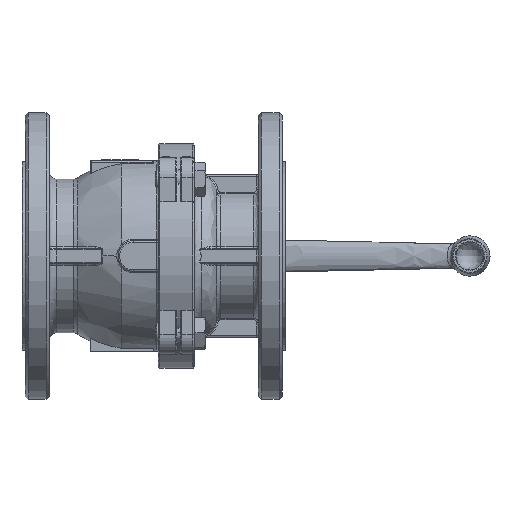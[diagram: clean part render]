
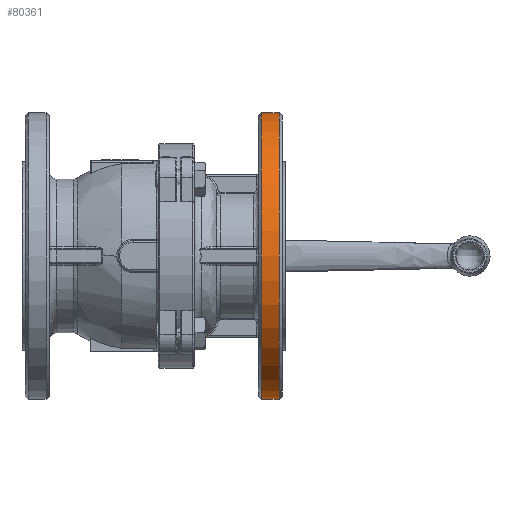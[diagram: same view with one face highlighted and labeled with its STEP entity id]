
A CAD part, front view. The second image highlights one B-rep face of the part: STEP entity #80361.
In plain terms, the highlighted cylindrical face has radius 92.5 mm (diameter 185 mm), a partial arc.
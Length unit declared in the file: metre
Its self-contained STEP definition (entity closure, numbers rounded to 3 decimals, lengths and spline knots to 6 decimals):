
#3176 = AXIS2_PLACEMENT_3D ( 'NONE', #72204, #40041, #8768 ) ;
#4050 = CYLINDRICAL_SURFACE ( 'NONE', #12816, 0.0925 ) ;
#4443 = CARTESIAN_POINT ( 'NONE',  ( 0.16025, 0., 0. ) ) ;
#5872 = ORIENTED_EDGE ( 'NONE', *, *, #47238, .F. ) ;
#6489 = CARTESIAN_POINT ( 'NONE',  ( 0.16025, 0., -0.0925 ) ) ;
#7048 = LINE ( 'NONE', #78076, #30599 ) ;
#7715 = DIRECTION ( 'NONE',  ( -1., 0., 0. ) ) ;
#8768 = DIRECTION ( 'NONE',  ( 0., 0., 1. ) ) ;
#12816 = AXIS2_PLACEMENT_3D ( 'NONE', #4443, #53874, #26232 ) ;
#18930 = CARTESIAN_POINT ( 'NONE',  ( 0.1545, 0., 0.0925 ) ) ;
#20093 = DIRECTION ( 'NONE',  ( -1., 0., 0. ) ) ;
#25570 = CARTESIAN_POINT ( 'NONE',  ( 0.166, 0., -0.0925 ) ) ;
#26232 = DIRECTION ( 'NONE',  ( 0., 0., 1. ) ) ;
#29411 = CARTESIAN_POINT ( 'NONE',  ( 0.1545, 0., -0.0925 ) ) ;
#30201 = CIRCLE ( 'NONE', #3176, 0.0925 ) ;
#30599 = VECTOR ( 'NONE', #20093, 1. ) ;
#32595 = EDGE_CURVE ( 'NONE', #49079, #76577, #7048, .T. ) ;
#34247 = AXIS2_PLACEMENT_3D ( 'NONE', #75927, #50947, #76341 ) ;
#35507 = ORIENTED_EDGE ( 'NONE', *, *, #44289, .F. ) ;
#39628 = CIRCLE ( 'NONE', #34247, 0.0925 ) ;
#40041 = DIRECTION ( 'NONE',  ( -1., 0., 0. ) ) ;
#41059 = VECTOR ( 'NONE', #7715, 1. ) ;
#44289 = EDGE_CURVE ( 'NONE', #45024, #76577, #39628, .T. ) ;
#45024 = VERTEX_POINT ( 'NONE', #29411 ) ;
#47238 = EDGE_CURVE ( 'NONE', #57161, #45024, #58844, .T. ) ;
#47984 = FACE_OUTER_BOUND ( 'NONE', #60409, .T. ) ;
#49079 = VERTEX_POINT ( 'NONE', #56590 ) ;
#50947 = DIRECTION ( 'NONE',  ( -1., 0., 0. ) ) ;
#53874 = DIRECTION ( 'NONE',  ( -1., 0., 0. ) ) ;
#56590 = CARTESIAN_POINT ( 'NONE',  ( 0.166, 0., 0.0925 ) ) ;
#57161 = VERTEX_POINT ( 'NONE', #25570 ) ;
#58844 = LINE ( 'NONE', #6489, #41059 ) ;
#60409 = EDGE_LOOP ( 'NONE', ( #5872, #68418, #83111, #35507 ) ) ;
#68418 = ORIENTED_EDGE ( 'NONE', *, *, #69437, .T. ) ;
#69437 = EDGE_CURVE ( 'NONE', #57161, #49079, #30201, .T. ) ;
#72204 = CARTESIAN_POINT ( 'NONE',  ( 0.166, 0., 0. ) ) ;
#75927 = CARTESIAN_POINT ( 'NONE',  ( 0.1545, 0., 0. ) ) ;
#76341 = DIRECTION ( 'NONE',  ( 0., -1., 0. ) ) ;
#76577 = VERTEX_POINT ( 'NONE', #18930 ) ;
#78076 = CARTESIAN_POINT ( 'NONE',  ( 0.16025, 0., 0.0925 ) ) ;
#80361 = ADVANCED_FACE ( 'NONE', ( #47984 ), #4050, .T. ) ;
#83111 = ORIENTED_EDGE ( 'NONE', *, *, #32595, .T. ) ;
